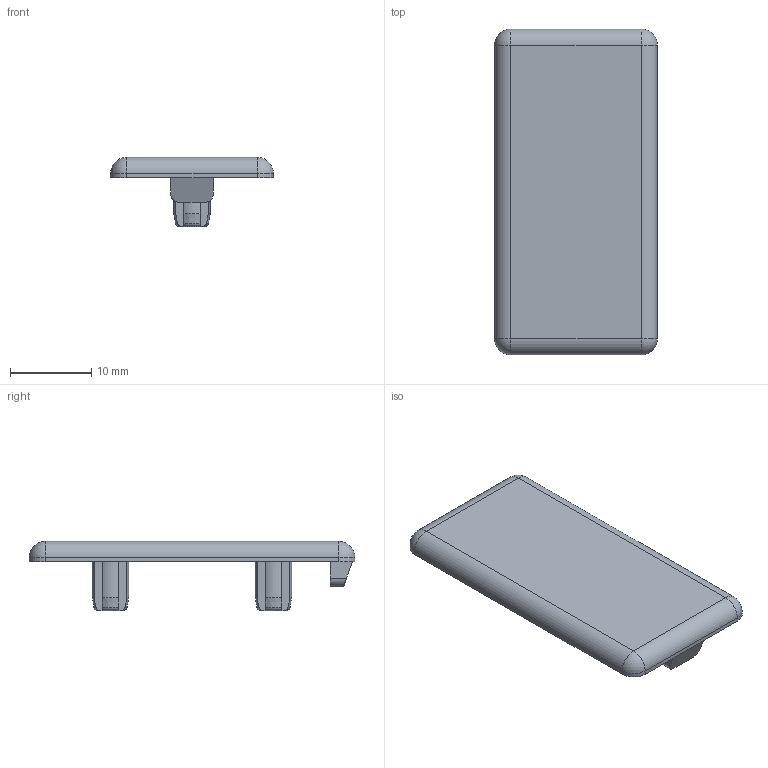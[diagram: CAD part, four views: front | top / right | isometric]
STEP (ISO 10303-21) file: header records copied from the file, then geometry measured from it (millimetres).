
FILE_DESCRIPTION(/* description */ (''),/* implementation_level */ '2;1');
FILE_NAME(/* name */ '222040.stp',/* time_stamp */ '2022-10-05T10:30:22+02:00',/* author */ ('aluteckkpl_am'),/* organization */ (''),/* preprocessor_version */ 'ST-DEVELOPER v18.1',/* originating_system */ 'Autodesk Inventor 2021',/* authorisation */ '');
FILE_SCHEMA (('CONFIG_CONTROL_DESIGN'));
Length unit declared in the file: millimetre
Products named in the file (2): 222040-ZP; 222040
Assembly tree (1 placements, depth 2):
  222040-ZP
    222040
Bounding box: 20 x 40 x 8.5 mm (x, y, z)
Volume: 1639.9 mm3; surface area: 2140.9 mm2
Topology: 1 solids, 1 shells, 79 faces, 210 edges, 136 vertices
Faces by surface type: plane 37, cylinder 22, torus 8, cone 8, sphere 4
Entity records: 2611 total; most frequent: CARTESIAN_POINT 604, ORIENTED_EDGE 420, DIRECTION 402, EDGE_CURVE 210, AXIS2_PLACEMENT_3D 142, VERTEX_POINT 136, LINE 118, VECTOR 118
